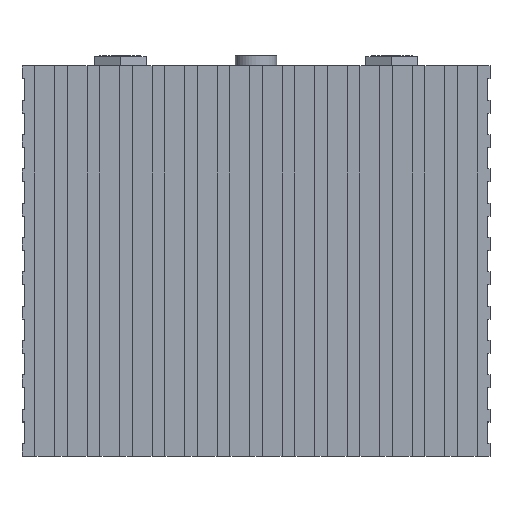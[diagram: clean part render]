
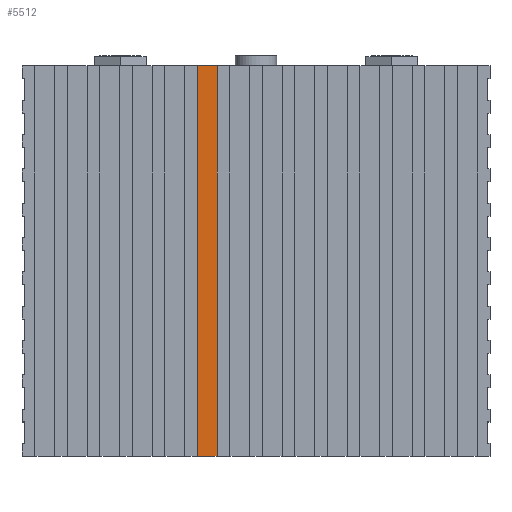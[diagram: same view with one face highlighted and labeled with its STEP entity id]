
A CAD part, top view. The second image highlights one B-rep face of the part: STEP entity #5512.
In plain terms, the highlighted planar face has unit normal (0, 0, 1).
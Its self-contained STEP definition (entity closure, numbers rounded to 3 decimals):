
#244=FACE_OUTER_BOUND('',#529,.T.);
#529=EDGE_LOOP('',(#4364,#4365,#4366,#4367));
#1161=LINE('',#8314,#1923);
#1184=LINE('',#8360,#1946);
#1188=LINE('',#8367,#1950);
#1189=LINE('',#8369,#1951);
#1923=VECTOR('',#6749,10.);
#1946=VECTOR('',#6774,10.);
#1950=VECTOR('',#6780,10.);
#1951=VECTOR('',#6783,10.);
#2537=VERTEX_POINT('',#8311);
#2538=VERTEX_POINT('',#8313);
#2560=VERTEX_POINT('',#8359);
#2562=VERTEX_POINT('',#8365);
#3209=EDGE_CURVE('',#2537,#2538,#1161,.T.);
#3232=EDGE_CURVE('',#2538,#2560,#1184,.T.);
#3236=EDGE_CURVE('',#2562,#2537,#1188,.T.);
#3237=EDGE_CURVE('',#2560,#2562,#1189,.T.);
#4364=ORIENTED_EDGE('',*,*,#3236,.F.);
#4365=ORIENTED_EDGE('',*,*,#3237,.F.);
#4366=ORIENTED_EDGE('',*,*,#3232,.F.);
#4367=ORIENTED_EDGE('',*,*,#3209,.F.);
#5239=PLANE('',#5812);
#5512=ADVANCED_FACE('',(#244),#5239,.F.);
#5812=AXIS2_PLACEMENT_3D('',#8368,#6781,#6782);
#6749=DIRECTION('',(-1.,0.,0.));
#6774=DIRECTION('',(0.,1.,0.));
#6780=DIRECTION('',(0.,-1.,0.));
#6781=DIRECTION('center_axis',(0.,0.,-1.));
#6782=DIRECTION('ref_axis',(-1.,0.,0.));
#6783=DIRECTION('',(1.,0.,0.));
#8311=CARTESIAN_POINT('',(150.857,0.,52.));
#8313=CARTESIAN_POINT('',(135.714,0.,52.));
#8314=CARTESIAN_POINT('',(162.143,0.,52.));
#8359=CARTESIAN_POINT('',(135.714,302.,52.));
#8360=CARTESIAN_POINT('',(135.714,302.,52.));
#8365=CARTESIAN_POINT('',(150.857,302.,52.));
#8367=CARTESIAN_POINT('',(150.857,0.,52.));
#8368=CARTESIAN_POINT('Origin',(143.286,151.,52.));
#8369=CARTESIAN_POINT('',(162.143,302.,52.));
